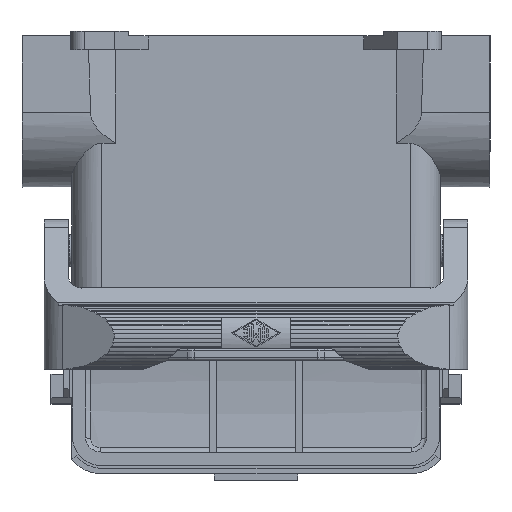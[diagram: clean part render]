
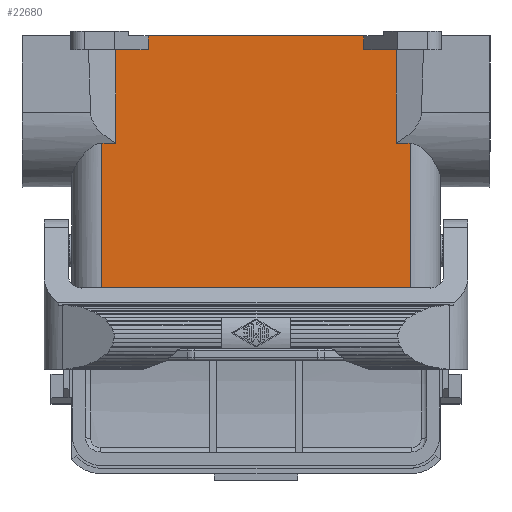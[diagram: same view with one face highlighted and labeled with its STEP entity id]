
A CAD part, left-side view. The second image highlights one B-rep face of the part: STEP entity #22680.
In plain terms, the highlighted face is planar.
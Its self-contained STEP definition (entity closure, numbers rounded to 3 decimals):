
#500=CARTESIAN_POINT('',(12.945,-30.459,3.));
#510=VERTEX_POINT('',#500);
#690=CARTESIAN_POINT('',(12.945,-30.459,23.188));
#700=VERTEX_POINT('',#690);
#730=CARTESIAN_POINT('',(12.945,-30.459,0.));
#740=DIRECTION('',(0.,0.,-1.));
#750=VECTOR('',#740,1.);
#760=LINE('',#730,#750);
#770=EDGE_CURVE('',#700,#510,#760,.T.);
#14550=CARTESIAN_POINT('',(12.945,-23.458,3.));
#14560=VERTEX_POINT('',#14550);
#14590=CARTESIAN_POINT('',(12.945,-23.458,0.));
#14600=DIRECTION('',(0.,-0.,-1.));
#14610=VECTOR('',#14600,1.);
#14620=LINE('',#14590,#14610);
#14630=CARTESIAN_POINT('',(12.945,-23.458,-0.));
#14640=VERTEX_POINT('',#14630);
#14650=EDGE_CURVE('',#14560,#14640,#14620,.T.);
#20210=CARTESIAN_POINT('',(12.945,-33.42,56.));
#20220=VERTEX_POINT('',#20210);
#20570=CARTESIAN_POINT('',(12.945,33.08,56.));
#20580=VERTEX_POINT('',#20570);
#20610=CARTESIAN_POINT('',(12.945,39.58,56.));
#20620=DIRECTION('',(0.,-1.,0.));
#20630=VECTOR('',#20620,1.);
#20640=LINE('',#20610,#20630);
#20650=EDGE_CURVE('',#20580,#20220,#20640,.T.);
#21960=CARTESIAN_POINT('',(12.945,-33.42,56.));
#21970=DIRECTION('',(1.,0.,0.));
#21980=DIRECTION('',(0.,1.,0.));
#21990=AXIS2_PLACEMENT_3D('',#21960,#21970,#21980);
#22000=PLANE('',#21990);
#22010=CARTESIAN_POINT('',(12.945,23.118,0.));
#22020=DIRECTION('',(0.,0.,-1.));
#22030=VECTOR('',#22020,1.);
#22040=LINE('',#22010,#22030);
#22050=CARTESIAN_POINT('',(12.945,23.118,3.));
#22060=VERTEX_POINT('',#22050);
#22070=CARTESIAN_POINT('',(12.945,23.118,0.));
#22080=VERTEX_POINT('',#22070);
#22090=EDGE_CURVE('',#22060,#22080,#22040,.T.);
#22100=ORIENTED_EDGE('',*,*,#22090,.F.);
#22110=CARTESIAN_POINT('',(12.945,0.,0.));
#22120=DIRECTION('',(0.,1.,0.));
#22130=VECTOR('',#22120,1.);
#22140=LINE('',#22110,#22130);
#22150=EDGE_CURVE('',#14640,#22080,#22140,.T.);
#22160=ORIENTED_EDGE('',*,*,#22150,.T.);
#22170=ORIENTED_EDGE('',*,*,#14650,.T.);
#22180=CARTESIAN_POINT('',(12.945,0.,3.));
#22190=DIRECTION('',(0.,1.,0.));
#22200=VECTOR('',#22190,1.);
#22210=LINE('',#22180,#22200);
#22220=EDGE_CURVE('',#510,#14560,#22210,.T.);
#22230=ORIENTED_EDGE('',*,*,#22220,.T.);
#22240=ORIENTED_EDGE('',*,*,#770,.T.);
#22250=CARTESIAN_POINT('',(12.945,-50.67,23.188));
#22260=DIRECTION('',(0.,1.,0.));
#22270=VECTOR('',#22260,1.);
#22280=LINE('',#22250,#22270);
#22290=CARTESIAN_POINT('',(12.945,-33.42,23.188));
#22300=VERTEX_POINT('',#22290);
#22310=EDGE_CURVE('',#22300,#700,#22280,.T.);
#22320=ORIENTED_EDGE('',*,*,#22310,.T.);
#22330=CARTESIAN_POINT('',(12.945,-33.42,56.));
#22340=DIRECTION('',(0.,0.,-1.));
#22350=VECTOR('',#22340,1.);
#22360=LINE('',#22330,#22350);
#22370=EDGE_CURVE('',#20220,#22300,#22360,.T.);
#22380=ORIENTED_EDGE('',*,*,#22370,.T.);
#22390=ORIENTED_EDGE('',*,*,#20650,.T.);
#22400=CARTESIAN_POINT('',(12.945,33.08,56.));
#22410=DIRECTION('',(0.,0.,-1.));
#22420=VECTOR('',#22410,1.);
#22430=LINE('',#22400,#22420);
#22440=CARTESIAN_POINT('',(12.945,33.08,23.188));
#22450=VERTEX_POINT('',#22440);
#22460=EDGE_CURVE('',#20580,#22450,#22430,.T.);
#22470=ORIENTED_EDGE('',*,*,#22460,.F.);
#22480=CARTESIAN_POINT('',(12.945,30.119,23.188));
#22490=VERTEX_POINT('',#22480);
#22500=EDGE_CURVE('',#22490,#22450,#22280,.T.);
#22510=ORIENTED_EDGE('',*,*,#22500,.T.);
#22520=CARTESIAN_POINT('',(12.945,30.119,0.));
#22530=DIRECTION('',(0.,0.,-1.));
#22540=VECTOR('',#22530,1.);
#22550=LINE('',#22520,#22540);
#22560=CARTESIAN_POINT('',(12.945,30.119,3.));
#22570=VERTEX_POINT('',#22560);
#22580=EDGE_CURVE('',#22490,#22570,#22550,.T.);
#22590=ORIENTED_EDGE('',*,*,#22580,.F.);
#22600=CARTESIAN_POINT('',(12.945,0.,3.));
#22610=DIRECTION('',(0.,-1.,0.));
#22620=VECTOR('',#22610,1.);
#22630=LINE('',#22600,#22620);
#22640=EDGE_CURVE('',#22570,#22060,#22630,.T.);
#22650=ORIENTED_EDGE('',*,*,#22640,.F.);
#22660=EDGE_LOOP('',(#22650,#22590,#22510,#22470,#22390,#22380,#22320,
#22240,#22230,#22170,#22160,#22100));
#22670=FACE_OUTER_BOUND('',#22660,.T.);
#22680=ADVANCED_FACE('',(#22670),#22000,.T.);
